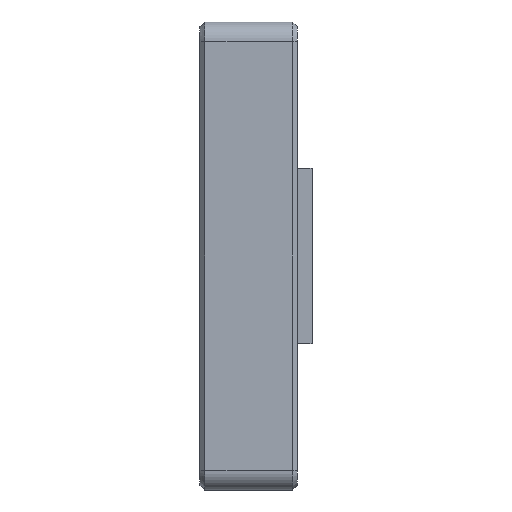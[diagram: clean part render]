
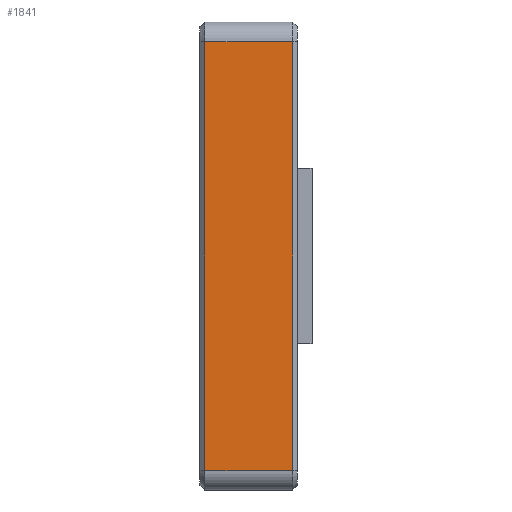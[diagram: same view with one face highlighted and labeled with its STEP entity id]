
A CAD part, front view. The second image highlights one B-rep face of the part: STEP entity #1841.
In plain terms, the highlighted planar face has unit normal (0, -1, 0).
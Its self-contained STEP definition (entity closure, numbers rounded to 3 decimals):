
#89 = EDGE_LOOP ( 'NONE', ( #851, #2657, #2722, #1507 ) ) ;
#144 = LINE ( 'NONE', #2314, #773 ) ;
#262 = LINE ( 'NONE', #500, #1517 ) ;
#386 = DIRECTION ( 'NONE',  ( 0., 0., 1. ) ) ;
#500 = CARTESIAN_POINT ( 'NONE',  ( 10., -51., 22. ) ) ;
#517 = DIRECTION ( 'NONE',  ( 0., 0., -1. ) ) ;
#591 = EDGE_CURVE ( 'NONE', #2753, #1994, #144, .T. ) ;
#766 = FACE_OUTER_BOUND ( 'NONE', #89, .T. ) ;
#773 = VECTOR ( 'NONE', #386, 1000. ) ;
#851 = ORIENTED_EDGE ( 'NONE', *, *, #1823, .T. ) ;
#1004 = DIRECTION ( 'NONE',  ( 1., 0., 0. ) ) ;
#1146 = CARTESIAN_POINT ( 'NONE',  ( 0.5, -51., -22. ) ) ;
#1255 = CARTESIAN_POINT ( 'NONE',  ( 9.5, -51., -22. ) ) ;
#1416 = EDGE_CURVE ( 'NONE', #1994, #1980, #262, .T. ) ;
#1498 = LINE ( 'NONE', #2219, #3171 ) ;
#1507 = ORIENTED_EDGE ( 'NONE', *, *, #2676, .T. ) ;
#1511 = PLANE ( 'NONE',  #1987 ) ;
#1517 = VECTOR ( 'NONE', #3163, 1000. ) ;
#1710 = LINE ( 'NONE', #1952, #2221 ) ;
#1768 = DIRECTION ( 'NONE',  ( 0., 1., 0. ) ) ;
#1823 = EDGE_CURVE ( 'NONE', #2457, #2753, #1498, .T. ) ;
#1841 = ADVANCED_FACE ( 'NONE', ( #766 ), #1511, .F. ) ;
#1952 = CARTESIAN_POINT ( 'NONE',  ( 0.5, -51., 24. ) ) ;
#1980 = VERTEX_POINT ( 'NONE', #2536 ) ;
#1987 = AXIS2_PLACEMENT_3D ( 'NONE', #2725, #1768, #2484 ) ;
#1994 = VERTEX_POINT ( 'NONE', #2064 ) ;
#2064 = CARTESIAN_POINT ( 'NONE',  ( 9.5, -51., 22. ) ) ;
#2219 = CARTESIAN_POINT ( 'NONE',  ( 10., -51., -22. ) ) ;
#2221 = VECTOR ( 'NONE', #517, 1000. ) ;
#2314 = CARTESIAN_POINT ( 'NONE',  ( 9.5, -51., 22. ) ) ;
#2457 = VERTEX_POINT ( 'NONE', #1146 ) ;
#2484 = DIRECTION ( 'NONE',  ( 0., 0., 1. ) ) ;
#2536 = CARTESIAN_POINT ( 'NONE',  ( 0.5, -51., 22. ) ) ;
#2657 = ORIENTED_EDGE ( 'NONE', *, *, #591, .T. ) ;
#2676 = EDGE_CURVE ( 'NONE', #1980, #2457, #1710, .T. ) ;
#2722 = ORIENTED_EDGE ( 'NONE', *, *, #1416, .T. ) ;
#2725 = CARTESIAN_POINT ( 'NONE',  ( 10., -51., 24. ) ) ;
#2753 = VERTEX_POINT ( 'NONE', #1255 ) ;
#3163 = DIRECTION ( 'NONE',  ( -1., 0., 0. ) ) ;
#3171 = VECTOR ( 'NONE', #1004, 1000. ) ;
